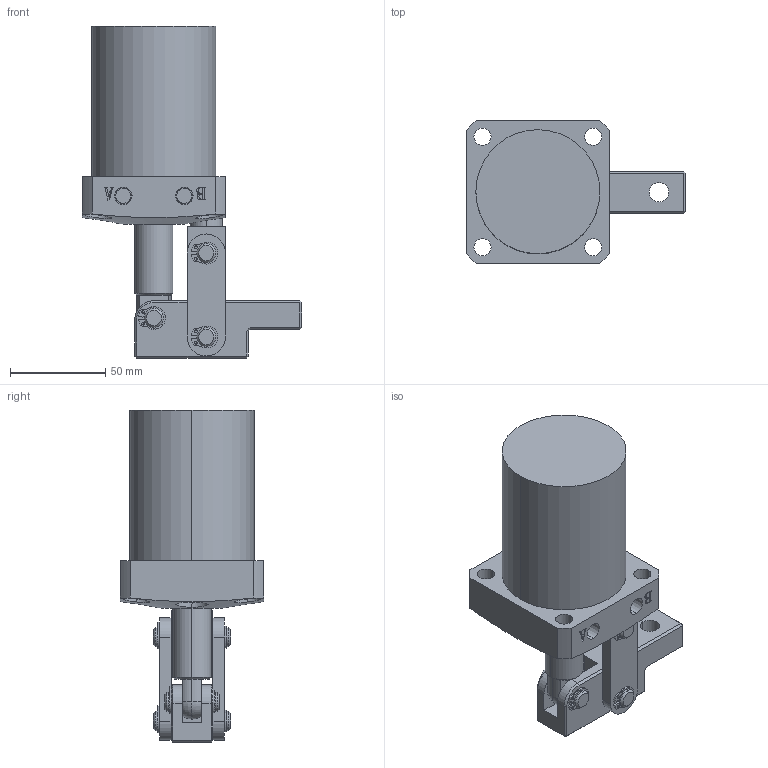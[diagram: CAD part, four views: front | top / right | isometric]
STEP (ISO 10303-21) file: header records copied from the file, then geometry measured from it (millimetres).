
FILE_DESCRIPTION (( 'STEP AP203' ), '1' );
FILE_NAME ('HPLCU-50L.STEP', '2020-05-04T06:26:57', ( '微软用户' ), ( '微软中国' ), 'SwSTEP 2.0', 'SolidWorks 2012', '' );
FILE_SCHEMA (( 'CONFIG_CONTROL_DESIGN' ));
Length unit declared in the file: millimetre
Products named in the file (9): HPLCU-50L; circlips for shaft--type a large gb_GB_CONNECTING_PIECE_RING_RRA 10; HPLCU-50盓傅; HPLCU-50掛极; HPLCU-50傻种; HPLCU-50活塞杆; HPLCU-50蟀裝; HPLCU-50揤旋; HPLCU-50酗种
Assembly tree (15 placements, depth 2):
  HPLCU-50L
    HPLCU-50掛极
    HPLCU-50傻种
    HPLCU-50活塞杆
    HPLCU-50蟀裝  x2
    HPLCU-50揤旋
    HPLCU-50酗种  x2
    circlips for shaft--type a large gb_GB_CONNECTING_PIECE_RING_RRA 10  x6
    HPLCU-50盓傅
Bounding box: 115 x 75 x 174 mm (x, y, z)
Volume: 395555.4 mm3; surface area: 90422.4 mm2
Topology: 15 solids, 15 shells, 444 faces, 1068 edges, 683 vertices
Faces by surface type: cylinder 209, plane 173, cone 38, bspline 16, torus 8
Entity records: 11213 total; most frequent: CARTESIAN_POINT 3046, DIRECTION 1513, ORIENTED_EDGE 1394, EDGE_CURVE 697, AXIS2_PLACEMENT_3D 565, VERTEX_POINT 441, LINE 383, VECTOR 383
